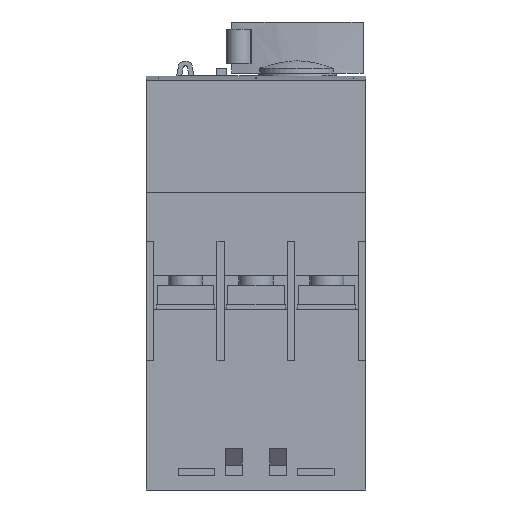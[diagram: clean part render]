
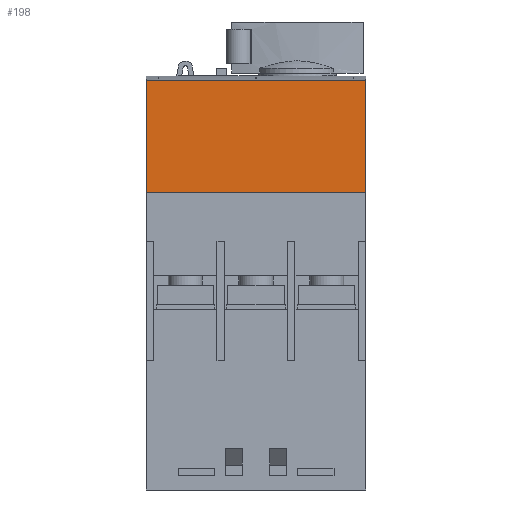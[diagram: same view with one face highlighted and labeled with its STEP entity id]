
A CAD part, front view. The second image highlights one B-rep face of the part: STEP entity #198.
In plain terms, the highlighted planar face has unit normal (0, -1, 0).
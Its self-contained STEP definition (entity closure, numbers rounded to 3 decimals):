
#189 = ORIENTED_EDGE ( 'NONE', *, *, #721, .F. ) ;
#194 = EDGE_CURVE ( 'NONE', #734, #546, #5489, .T. ) ;
#195 = ORIENTED_EDGE ( 'NONE', *, *, #730, .F. ) ;
#198 = ADVANCED_FACE ( 'NONE', ( #5503 ), #5488, .F. ) ;
#204 = EDGE_LOOP ( 'NONE', ( #212, #189, #195, #213 ) ) ;
#212 = ORIENTED_EDGE ( 'NONE', *, *, #521, .T. ) ;
#213 = ORIENTED_EDGE ( 'NONE', *, *, #194, .T. ) ;
#521 = EDGE_CURVE ( 'NONE', #546, #706, #6071, .T. ) ;
#546 = VERTEX_POINT ( 'NONE', #6054 ) ;
#706 = VERTEX_POINT ( 'NONE', #6349 ) ;
#707 = VERTEX_POINT ( 'NONE', #6350 ) ;
#721 = EDGE_CURVE ( 'NONE', #707, #706, #4081, .T. ) ;
#730 = EDGE_CURVE ( 'NONE', #734, #707, #6401, .T. ) ;
#734 = VERTEX_POINT ( 'NONE', #6402 ) ;
#4081 = LINE ( 'NONE', #5351, #5832 ) ;
#5351 = CARTESIAN_POINT ( 'NONE',  ( -22.5, -22.5, 79. ) ) ;
#5488 = PLANE ( 'NONE',  #5542 ) ;
#5489 = LINE ( 'NONE', #5530, #5529 ) ;
#5503 = FACE_OUTER_BOUND ( 'NONE', #204, .T. ) ;
#5528 = DIRECTION ( 'NONE',  ( 1., 0., 0. ) ) ;
#5529 = VECTOR ( 'NONE', #5528, 1000. ) ;
#5530 = CARTESIAN_POINT ( 'NONE',  ( -22.5, -22.5, 56. ) ) ;
#5542 = AXIS2_PLACEMENT_3D ( 'NONE', #5571, #5570, #5569 ) ;
#5569 = DIRECTION ( 'NONE',  ( 0., 0., 1. ) ) ;
#5570 = DIRECTION ( 'NONE',  ( 0., 1., 0. ) ) ;
#5571 = CARTESIAN_POINT ( 'NONE',  ( -22.5, -22.5, 80. ) ) ;
#5832 = VECTOR ( 'NONE', #5838, 1000. ) ;
#5838 = DIRECTION ( 'NONE',  ( 1., 0., 0. ) ) ;
#6054 = CARTESIAN_POINT ( 'NONE',  ( 22.5, -22.5, 56. ) ) ;
#6062 = DIRECTION ( 'NONE',  ( 0., 0., 1. ) ) ;
#6063 = VECTOR ( 'NONE', #6062, 1000. ) ;
#6064 = CARTESIAN_POINT ( 'NONE',  ( 22.5, -22.5, 80. ) ) ;
#6071 = LINE ( 'NONE', #6064, #6063 ) ;
#6349 = CARTESIAN_POINT ( 'NONE',  ( 22.5, -22.5, 79. ) ) ;
#6350 = CARTESIAN_POINT ( 'NONE',  ( -22.5, -22.5, 79. ) ) ;
#6398 = DIRECTION ( 'NONE',  ( 0., 0., 1. ) ) ;
#6399 = VECTOR ( 'NONE', #6398, 1000. ) ;
#6400 = CARTESIAN_POINT ( 'NONE',  ( -22.5, -22.5, 80. ) ) ;
#6401 = LINE ( 'NONE', #6400, #6399 ) ;
#6402 = CARTESIAN_POINT ( 'NONE',  ( -22.5, -22.5, 56. ) ) ;
